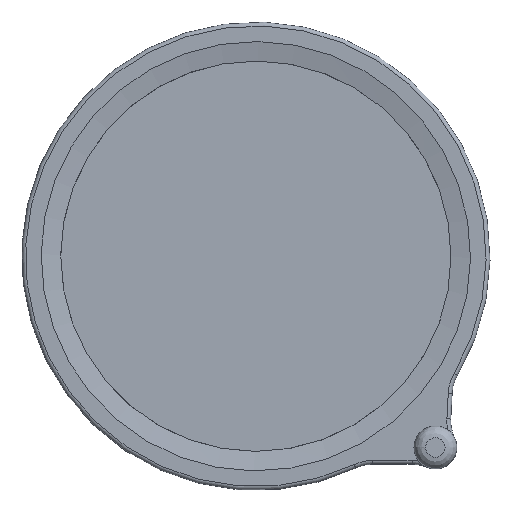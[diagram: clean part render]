
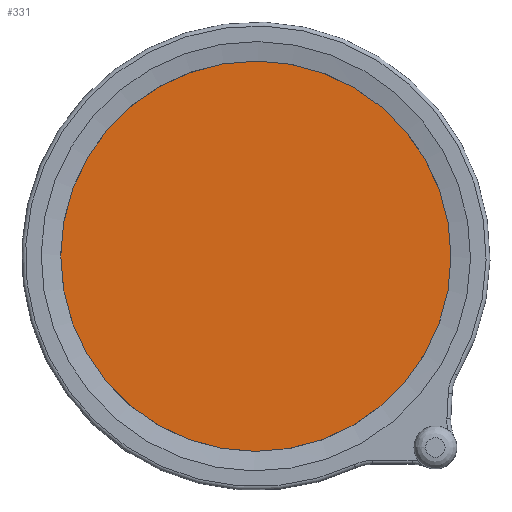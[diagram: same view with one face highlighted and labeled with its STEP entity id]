
A CAD part, top view. The second image highlights one B-rep face of the part: STEP entity #331.
In plain terms, the highlighted planar face has unit normal (0, 0, 1).
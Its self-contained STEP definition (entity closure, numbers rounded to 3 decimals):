
#68=FACE_OUTER_BOUND('',#90,.T.);
#90=EDGE_LOOP('',(#225));
#113=CIRCLE('',#368,50.);
#144=VERTEX_POINT('',#544);
#175=EDGE_CURVE('',#144,#144,#113,.T.);
#225=ORIENTED_EDGE('',*,*,#175,.F.);
#325=PLANE('',#367);
#331=ADVANCED_FACE('',(#68),#325,.T.);
#367=AXIS2_PLACEMENT_3D('',#543,#421,#422);
#368=AXIS2_PLACEMENT_3D('',#545,#423,#424);
#421=DIRECTION('center_axis',(0.,0.,1.));
#422=DIRECTION('ref_axis',(-1.,0.,0.));
#423=DIRECTION('center_axis',(0.,0.,-1.));
#424=DIRECTION('ref_axis',(-1.,0.,0.));
#543=CARTESIAN_POINT('Origin',(-25.,45.,-0.8));
#544=CARTESIAN_POINT('',(25.,45.,-0.8));
#545=CARTESIAN_POINT('Origin',(-25.,45.,-0.8));
